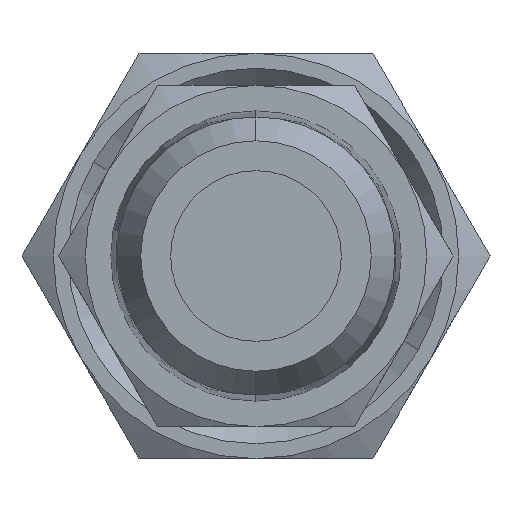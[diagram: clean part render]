
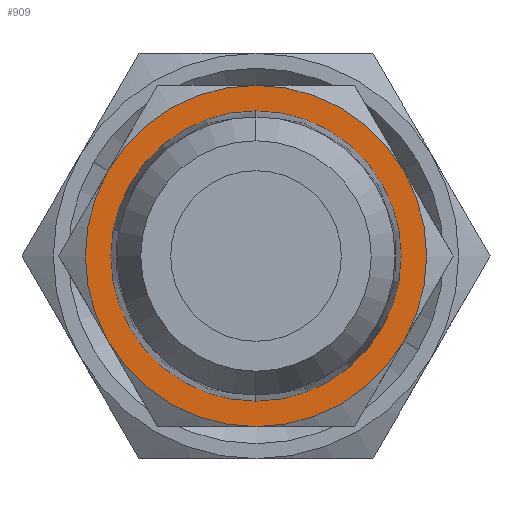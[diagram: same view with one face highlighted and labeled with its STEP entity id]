
A CAD part, front view. The second image highlights one B-rep face of the part: STEP entity #909.
In plain terms, the highlighted planar face has unit normal (0, -1, 0).
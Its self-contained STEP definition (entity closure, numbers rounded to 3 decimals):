
#152 = FACE_OUTER_BOUND ( 'NONE', #2287, .T. ) ;
#153 = FACE_BOUND ( 'NONE', #2283, .T. ) ;
#380 = CARTESIAN_POINT ( 'NONE',  ( 0., 11., 0. ) ) ;
#381 = DIRECTION ( 'NONE',  ( 0., -1., 0. ) ) ;
#382 = DIRECTION ( 'NONE',  ( 0., 0., -1. ) ) ;
#405 = CARTESIAN_POINT ( 'NONE',  ( 0., 11., 0. ) ) ;
#406 = DIRECTION ( 'NONE',  ( 0., -1., 0. ) ) ;
#407 = DIRECTION ( 'NONE',  ( 0., 0., -1. ) ) ;
#510 = CARTESIAN_POINT ( 'NONE',  ( 0., 11., 0. ) ) ;
#511 = DIRECTION ( 'NONE',  ( 0., -1., 0. ) ) ;
#512 = DIRECTION ( 'NONE',  ( 0., 0., -1. ) ) ;
#569 = CARTESIAN_POINT ( 'NONE',  ( 0., 11., 0. ) ) ;
#570 = DIRECTION ( 'NONE',  ( 0., -1., 0. ) ) ;
#571 = DIRECTION ( 'NONE',  ( 0., 0., -1. ) ) ;
#574 = CARTESIAN_POINT ( 'NONE',  ( 0., 11., 0. ) ) ;
#575 = DIRECTION ( 'NONE',  ( 0., -1., 0. ) ) ;
#576 = DIRECTION ( 'NONE',  ( 0., 0., -1. ) ) ;
#589 = CARTESIAN_POINT ( 'NONE',  ( 0., 11., 0. ) ) ;
#590 = DIRECTION ( 'NONE',  ( 0., -1., 0. ) ) ;
#591 = DIRECTION ( 'NONE',  ( 0., 0., -1. ) ) ;
#605 = CARTESIAN_POINT ( 'NONE',  ( 0., 11., 0. ) ) ;
#606 = DIRECTION ( 'NONE',  ( 0., -1., 0. ) ) ;
#607 = DIRECTION ( 'NONE',  ( 0., 0., -1. ) ) ;
#622 = CARTESIAN_POINT ( 'NONE',  ( 0., 11., 0. ) ) ;
#623 = DIRECTION ( 'NONE',  ( 0., -1., 0. ) ) ;
#624 = DIRECTION ( 'NONE',  ( 0., 0., -1. ) ) ;
#909 = ADVANCED_FACE ( 'NONE', ( #152, #153 ), #2048, .T. ) ;
#976 = EDGE_CURVE ( 'NONE', #2334, #2335, #1656, .T. ) ;
#995 = EDGE_CURVE ( 'NONE', #2345, #2348, #1682, .T. ) ;
#996 = EDGE_CURVE ( 'NONE', #2348, #2337, #1683, .T. ) ;
#999 = EDGE_CURVE ( 'NONE', #2337, #2347, #1685, .T. ) ;
#1002 = EDGE_CURVE ( 'NONE', #2347, #2336, #1677, .T. ) ;
#1005 = EDGE_CURVE ( 'NONE', #2336, #2346, #1686, .T. ) ;
#1008 = EDGE_CURVE ( 'NONE', #2346, #2345, #1687, .T. ) ;
#1013 = EDGE_CURVE ( 'NONE', #2335, #2334, #1690, .T. ) ;
#1103 = AXIS2_PLACEMENT_3D ( 'NONE', #2055, #2056, #2057 ) ;
#1656 = CIRCLE ( 'NONE', #2570, 6.803 ) ;
#1677 = CIRCLE ( 'NONE', #2583, 8. ) ;
#1682 = CIRCLE ( 'NONE', #2580, 8. ) ;
#1683 = CIRCLE ( 'NONE', #2581, 8. ) ;
#1685 = CIRCLE ( 'NONE', #2582, 8. ) ;
#1686 = CIRCLE ( 'NONE', #2584, 8. ) ;
#1687 = CIRCLE ( 'NONE', #2585, 8. ) ;
#1690 = CIRCLE ( 'NONE', #2588, 6.803 ) ;
#1938 = CARTESIAN_POINT ( 'NONE',  ( 0., 11., -6.803 ) ) ;
#1939 = CARTESIAN_POINT ( 'NONE',  ( 0., 11., 6.803 ) ) ;
#1940 = CARTESIAN_POINT ( 'NONE',  ( 0., 11., 8. ) ) ;
#1941 = CARTESIAN_POINT ( 'NONE',  ( 6.928, 11., -4. ) ) ;
#1949 = CARTESIAN_POINT ( 'NONE',  ( -6.928, 11., -4. ) ) ;
#1950 = CARTESIAN_POINT ( 'NONE',  ( -6.928, 11., 4. ) ) ;
#1951 = CARTESIAN_POINT ( 'NONE',  ( 6.928, 11., 4. ) ) ;
#1952 = CARTESIAN_POINT ( 'NONE',  ( 0., 11., -8. ) ) ;
#2048 = PLANE ( 'NONE',  #1103 ) ;
#2055 = CARTESIAN_POINT ( 'NONE',  ( 6.803, 11., 0. ) ) ;
#2056 = DIRECTION ( 'NONE',  ( 0., -1., 0. ) ) ;
#2057 = DIRECTION ( 'NONE',  ( 0., 0., -1. ) ) ;
#2159 = ORIENTED_EDGE ( 'NONE', *, *, #976, .F. ) ;
#2160 = ORIENTED_EDGE ( 'NONE', *, *, #1013, .F. ) ;
#2161 = ORIENTED_EDGE ( 'NONE', *, *, #995, .T. ) ;
#2162 = ORIENTED_EDGE ( 'NONE', *, *, #1008, .T. ) ;
#2163 = ORIENTED_EDGE ( 'NONE', *, *, #1005, .T. ) ;
#2164 = ORIENTED_EDGE ( 'NONE', *, *, #1002, .T. ) ;
#2165 = ORIENTED_EDGE ( 'NONE', *, *, #999, .T. ) ;
#2166 = ORIENTED_EDGE ( 'NONE', *, *, #996, .T. ) ;
#2283 = EDGE_LOOP ( 'NONE', ( #2160, #2159 ) ) ;
#2287 = EDGE_LOOP ( 'NONE', ( #2166, #2165, #2164, #2163, #2162, #2161 ) ) ;
#2334 = VERTEX_POINT ( 'NONE', #1938 ) ;
#2335 = VERTEX_POINT ( 'NONE', #1939 ) ;
#2336 = VERTEX_POINT ( 'NONE', #1940 ) ;
#2337 = VERTEX_POINT ( 'NONE', #1941 ) ;
#2345 = VERTEX_POINT ( 'NONE', #1949 ) ;
#2346 = VERTEX_POINT ( 'NONE', #1950 ) ;
#2347 = VERTEX_POINT ( 'NONE', #1951 ) ;
#2348 = VERTEX_POINT ( 'NONE', #1952 ) ;
#2570 = AXIS2_PLACEMENT_3D ( 'NONE', #510, #511, #512 ) ;
#2580 = AXIS2_PLACEMENT_3D ( 'NONE', #569, #570, #571 ) ;
#2581 = AXIS2_PLACEMENT_3D ( 'NONE', #574, #575, #576 ) ;
#2582 = AXIS2_PLACEMENT_3D ( 'NONE', #589, #590, #591 ) ;
#2583 = AXIS2_PLACEMENT_3D ( 'NONE', #605, #606, #607 ) ;
#2584 = AXIS2_PLACEMENT_3D ( 'NONE', #622, #623, #624 ) ;
#2585 = AXIS2_PLACEMENT_3D ( 'NONE', #380, #381, #382 ) ;
#2588 = AXIS2_PLACEMENT_3D ( 'NONE', #405, #406, #407 ) ;
